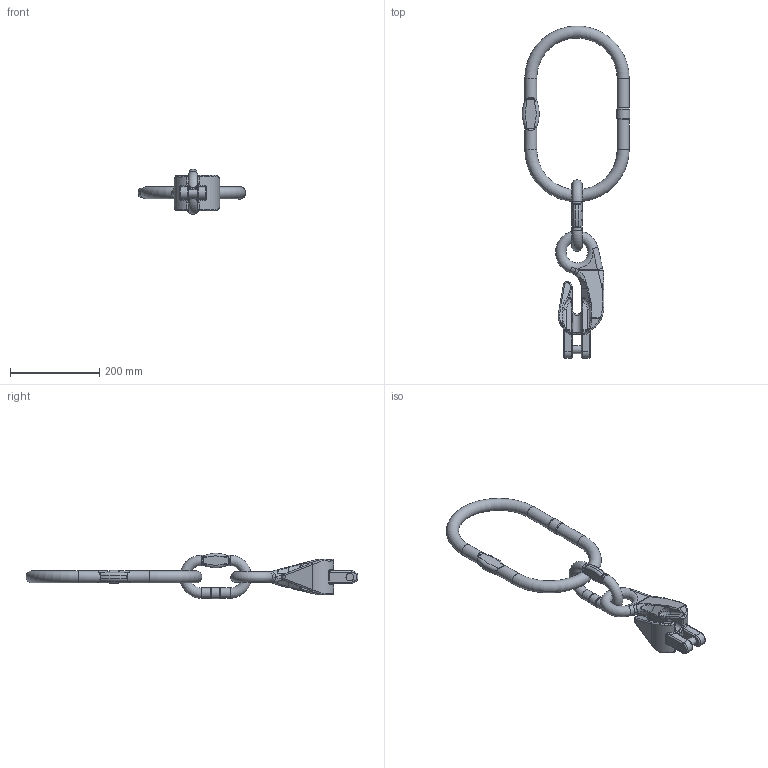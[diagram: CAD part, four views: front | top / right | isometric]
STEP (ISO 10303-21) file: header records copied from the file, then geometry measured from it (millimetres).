
FILE_DESCRIPTION(/* description */ (''),/* implementation_level */ '2;1');
FILE_NAME(/* name */ 'pewag_LXKW_1-16',/* time_stamp */ '2010-03-03T14:16:30+01:00',/* author */ (''),/* organization */ (''),/* preprocessor_version */ 'ST-DEVELOPER v9',/* originating_system */ 'UGS - NX 4.0',/* authorisation */ '');
FILE_SCHEMA (('AUTOMOTIVE_DESIGN { 1 0 10303 214 1 1 1 1 }'));
Length unit declared in the file: millimetre
Products named in the file (1): rit7E48oz81
Bounding box: 240.35 x 743.87 x 101.41 mm (x, y, z)
Volume: 1378474.6 mm3; surface area: 189934.7 mm2
Topology: 4 solids, 4 shells, 560 faces, 1392 edges, 820 vertices
Faces by surface type: plane 141, bspline 140, cylinder 115, extrusion 96, torus 38, sphere 22, cone 8
Full cylindrical faces by diameter (mm): 17 x3, 23 x4, 24.725 x1, 27 x4, 29.025 x1
Entity records: 20249 total; most frequent: CARTESIAN_POINT 8434, ORIENTED_EDGE 2660, DIRECTION 2059, EDGE_CURVE 1330, VERTEX_POINT 810, AXIS2_PLACEMENT_3D 765, EDGE_LOOP 600, ADVANCED_FACE 560
